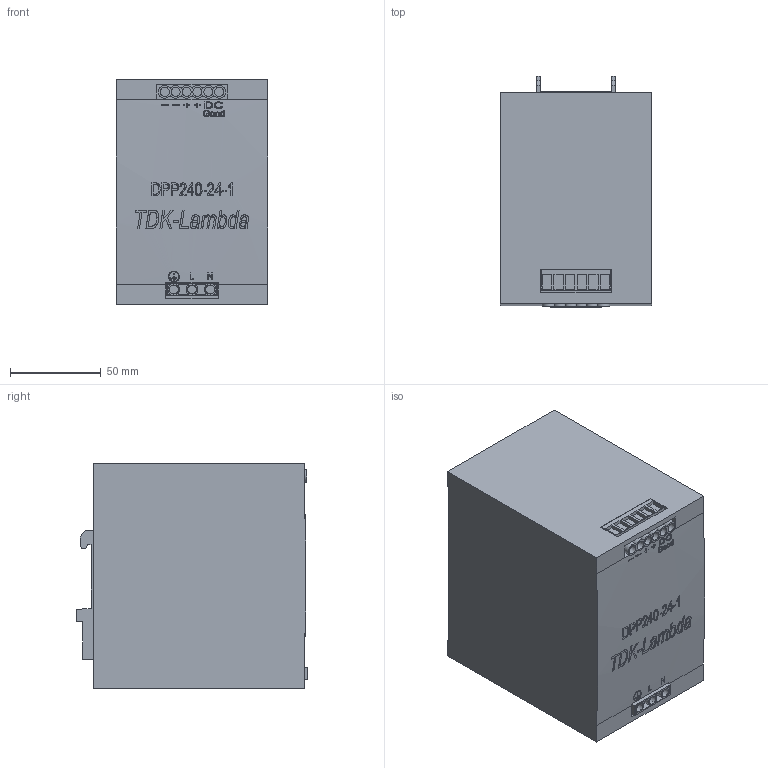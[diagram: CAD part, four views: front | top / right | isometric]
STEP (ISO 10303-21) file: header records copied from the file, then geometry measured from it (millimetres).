
FILE_DESCRIPTION(/* description */ (''),/* implementation_level */ '2;1');
FILE_NAME(/* name */ '560_324_003.stp',/* time_stamp */ '2012-10-10T16:07:12+02:00',/* author */ (''),/* organization */ (''),/* preprocessor_version */ 'ST-DEVELOPER v11',/* originating_system */ 'SIEMENS UGS NX 6.0',/* authorisation */ '');
FILE_SCHEMA (('AUTOMOTIVE_DESIGN { 1 0 10303 214 1 1 1 1 }'));
Length unit declared in the file: millimetre
Products named in the file (1): 560-324_001
Bounding box: 83 x 127.2 x 124 mm (x, y, z)
Volume: 1197182.3 mm3; surface area: 75355.2 mm2
Topology: 1 solids, 1 shells, 488 faces, 1437 edges, 1200 vertices
Faces by surface type: plane 372, extrusion 68, cylinder 48
Full cylindrical faces by diameter (mm): 5 x9, 5.4 x1, 6 x1
Entity records: 22183 total; most frequent: CARTESIAN_POINT 8055, ORIENTED_EDGE 2400, DIRECTION 2140, EDGE_CURVE 1200, VECTOR 894, LINE 826, VERTEX_POINT 810, AXIS2_PLACEMENT_3D 623
